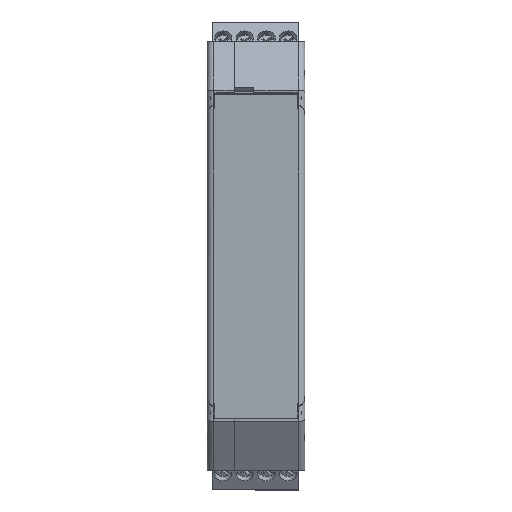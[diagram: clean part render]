
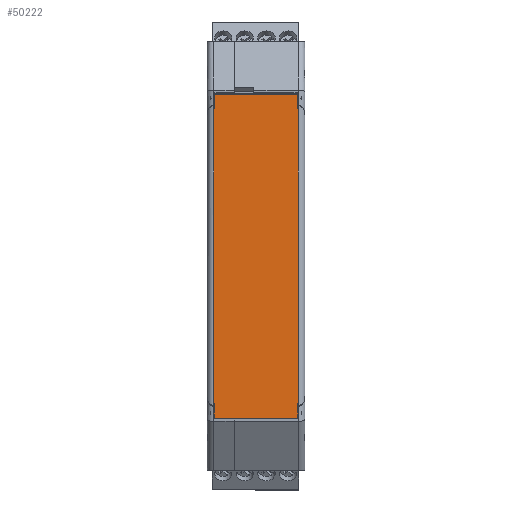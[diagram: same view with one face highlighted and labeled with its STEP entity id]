
A CAD part, top view. The second image highlights one B-rep face of the part: STEP entity #50222.
In plain terms, the highlighted face is planar.
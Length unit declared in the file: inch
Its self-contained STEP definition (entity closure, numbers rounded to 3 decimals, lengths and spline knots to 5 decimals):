
#1736 = EDGE_CURVE ( 'NONE', #23825, #28511, #33137, .T. ) ;
#2032 = ORIENTED_EDGE ( 'NONE', *, *, #56840, .T. ) ;
#2941 = CARTESIAN_POINT ( 'NONE',  ( -0.86083, -3.4252, -4.043 ) ) ;
#4679 = VECTOR ( 'NONE', #43131, 39.37008 ) ;
#5352 = CARTESIAN_POINT ( 'NONE',  ( -0.825, -3.31102, -4.043 ) ) ;
#5490 = VECTOR ( 'NONE', #16604, 39.37008 ) ;
#6516 = CARTESIAN_POINT ( 'NONE',  ( -0.06516, -0.48425, -4.043 ) ) ;
#7784 = DIRECTION ( 'NONE',  ( 1., 0., 0. ) ) ;
#7891 = CARTESIAN_POINT ( 'NONE',  ( -0.825, -0.74803, -4.043 ) ) ;
#7914 = ORIENTED_EDGE ( 'NONE', *, *, #17435, .T. ) ;
#8049 = CARTESIAN_POINT ( 'NONE',  ( -0.06516, -3.4252, -4.043 ) ) ;
#8296 = EDGE_CURVE ( 'NONE', #59708, #25914, #61754, .T. ) ;
#9559 = EDGE_CURVE ( 'NONE', #37238, #55157, #27029, .T. ) ;
#10657 = EDGE_CURVE ( 'NONE', #64774, #27921, #41516, .T. ) ;
#10819 = VECTOR ( 'NONE', #49560, 39.37008 ) ;
#11617 = VERTEX_POINT ( 'NONE', #21605 ) ;
#11756 = DIRECTION ( 'NONE',  ( -1., 0., 0. ) ) ;
#14015 = ORIENTED_EDGE ( 'NONE', *, *, #65029, .F. ) ;
#15523 = VECTOR ( 'NONE', #64013, 39.37008 ) ;
#16110 = VECTOR ( 'NONE', #59210, 39.37008 ) ;
#16465 = CARTESIAN_POINT ( 'NONE',  ( -0.05925, -0.48425, -4.043 ) ) ;
#16604 = DIRECTION ( 'NONE',  ( -1., 0., 0. ) ) ;
#17435 = EDGE_CURVE ( 'NONE', #11617, #23841, #37152, .T. ) ;
#20011 = VERTEX_POINT ( 'NONE', #5352 ) ;
#21605 = CARTESIAN_POINT ( 'NONE',  ( -0.05925, -0.58661, -4.043 ) ) ;
#22230 = VECTOR ( 'NONE', #65755, 39.37008 ) ;
#23032 = LINE ( 'NONE', #45093, #37093 ) ;
#23825 = VERTEX_POINT ( 'NONE', #8049 ) ;
#23841 = VERTEX_POINT ( 'NONE', #39943 ) ;
#24388 = CARTESIAN_POINT ( 'NONE',  ( -0.83091, -3.31102, -4.043 ) ) ;
#25107 = VECTOR ( 'NONE', #7784, 39.37008 ) ;
#25914 = VERTEX_POINT ( 'NONE', #6516 ) ;
#27029 = LINE ( 'NONE', #65215, #4679 ) ;
#27921 = VERTEX_POINT ( 'NONE', #66902 ) ;
#28249 = CARTESIAN_POINT ( 'NONE',  ( -0.825, -0.48425, -4.043 ) ) ;
#28511 = VERTEX_POINT ( 'NONE', #62235 ) ;
#29052 = CARTESIAN_POINT ( 'NONE',  ( -0.83091, -0.58661, -4.043 ) ) ;
#30350 = ORIENTED_EDGE ( 'NONE', *, *, #53197, .T. ) ;
#31236 = DIRECTION ( 'NONE',  ( 0., 1., 0. ) ) ;
#31704 = FACE_OUTER_BOUND ( 'NONE', #41252, .T. ) ;
#32362 = CARTESIAN_POINT ( 'NONE',  ( -0.77074, -3.31102, -4.043 ) ) ;
#32382 = DIRECTION ( 'NONE',  ( 0., 0., -1. ) ) ;
#32911 = ORIENTED_EDGE ( 'NONE', *, *, #61240, .T. ) ;
#33121 = CARTESIAN_POINT ( 'NONE',  ( -0.825, -3.33326, -4.043 ) ) ;
#33137 = LINE ( 'NONE', #54524, #22230 ) ;
#33219 = ORIENTED_EDGE ( 'NONE', *, *, #8296, .F. ) ;
#33410 = EDGE_CURVE ( 'NONE', #20011, #37238, #65040, .T. ) ;
#34431 = EDGE_CURVE ( 'NONE', #55157, #27921, #51839, .T. ) ;
#34768 = LINE ( 'NONE', #38990, #25107 ) ;
#35002 = EDGE_CURVE ( 'NONE', #23841, #28511, #42888, .T. ) ;
#35194 = ORIENTED_EDGE ( 'NONE', *, *, #9559, .T. ) ;
#35274 = AXIS2_PLACEMENT_3D ( 'NONE', #48175, #32382, #37305 ) ;
#36132 = CARTESIAN_POINT ( 'NONE',  ( -0.06516, -0.66391, -4.043 ) ) ;
#36478 = ORIENTED_EDGE ( 'NONE', *, *, #33410, .T. ) ;
#37079 = ORIENTED_EDGE ( 'NONE', *, *, #10657, .F. ) ;
#37093 = VECTOR ( 'NONE', #39833, 39.37008 ) ;
#37152 = LINE ( 'NONE', #16465, #16110 ) ;
#37197 = VECTOR ( 'NONE', #51342, 39.37008 ) ;
#37238 = VERTEX_POINT ( 'NONE', #24388 ) ;
#37305 = DIRECTION ( 'NONE',  ( 0., -1., 0. ) ) ;
#38353 = ORIENTED_EDGE ( 'NONE', *, *, #34431, .T. ) ;
#38990 = CARTESIAN_POINT ( 'NONE',  ( -0.77074, -0.58661, -4.043 ) ) ;
#39833 = DIRECTION ( 'NONE',  ( 1., 0., 0. ) ) ;
#39943 = CARTESIAN_POINT ( 'NONE',  ( -0.05925, -3.31102, -4.043 ) ) ;
#40304 = CARTESIAN_POINT ( 'NONE',  ( -0.77074, -0.58661, -4.043 ) ) ;
#41252 = EDGE_LOOP ( 'NONE', ( #50005, #64497, #30350, #14015, #36478, #35194, #38353, #37079, #2032, #33219, #32911, #7914 ) ) ;
#41516 = LINE ( 'NONE', #7891, #37197 ) ;
#42573 = PLANE ( 'NONE',  #35274 ) ;
#42888 = LINE ( 'NONE', #32362, #5490 ) ;
#43131 = DIRECTION ( 'NONE',  ( 0., 1., 0. ) ) ;
#44107 = CARTESIAN_POINT ( 'NONE',  ( -0.06516, -0.58661, -4.043 ) ) ;
#45093 = CARTESIAN_POINT ( 'NONE',  ( -0.77074, -0.48425, -4.043 ) ) ;
#48175 = CARTESIAN_POINT ( 'NONE',  ( -0.77074, -0.48425, -4.043 ) ) ;
#49560 = DIRECTION ( 'NONE',  ( -1., 0., 0. ) ) ;
#49593 = LINE ( 'NONE', #33121, #52158 ) ;
#50005 = ORIENTED_EDGE ( 'NONE', *, *, #35002, .T. ) ;
#50222 = ADVANCED_FACE ( 'NONE', ( #31704 ), #42573, .T. ) ;
#51342 = DIRECTION ( 'NONE',  ( 0., -1., 0. ) ) ;
#51516 = VECTOR ( 'NONE', #31236, 39.37008 ) ;
#51839 = LINE ( 'NONE', #40304, #15523 ) ;
#52158 = VECTOR ( 'NONE', #64706, 39.37008 ) ;
#53197 = EDGE_CURVE ( 'NONE', #23825, #69354, #65702, .T. ) ;
#54524 = CARTESIAN_POINT ( 'NONE',  ( -0.06516, -3.36464, -4.043 ) ) ;
#55157 = VERTEX_POINT ( 'NONE', #29052 ) ;
#56840 = EDGE_CURVE ( 'NONE', #64774, #25914, #23032, .T. ) ;
#57915 = VECTOR ( 'NONE', #11756, 39.37008 ) ;
#59210 = DIRECTION ( 'NONE',  ( 0., -1., 0. ) ) ;
#59708 = VERTEX_POINT ( 'NONE', #44107 ) ;
#59758 = CARTESIAN_POINT ( 'NONE',  ( -0.77074, -3.31102, -4.043 ) ) ;
#61240 = EDGE_CURVE ( 'NONE', #59708, #11617, #34768, .T. ) ;
#61754 = LINE ( 'NONE', #36132, #51516 ) ;
#62235 = CARTESIAN_POINT ( 'NONE',  ( -0.06516, -3.31102, -4.043 ) ) ;
#64013 = DIRECTION ( 'NONE',  ( 1., 0., 0. ) ) ;
#64497 = ORIENTED_EDGE ( 'NONE', *, *, #1736, .F. ) ;
#64706 = DIRECTION ( 'NONE',  ( 0., -1., 0. ) ) ;
#64774 = VERTEX_POINT ( 'NONE', #28249 ) ;
#65029 = EDGE_CURVE ( 'NONE', #20011, #69354, #49593, .T. ) ;
#65040 = LINE ( 'NONE', #59758, #57915 ) ;
#65215 = CARTESIAN_POINT ( 'NONE',  ( -0.83091, -0.48425, -4.043 ) ) ;
#65569 = CARTESIAN_POINT ( 'NONE',  ( -0.825, -3.4252, -4.043 ) ) ;
#65702 = LINE ( 'NONE', #2941, #10819 ) ;
#65755 = DIRECTION ( 'NONE',  ( 0., 1., 0. ) ) ;
#66902 = CARTESIAN_POINT ( 'NONE',  ( -0.825, -0.58661, -4.043 ) ) ;
#69354 = VERTEX_POINT ( 'NONE', #65569 ) ;
